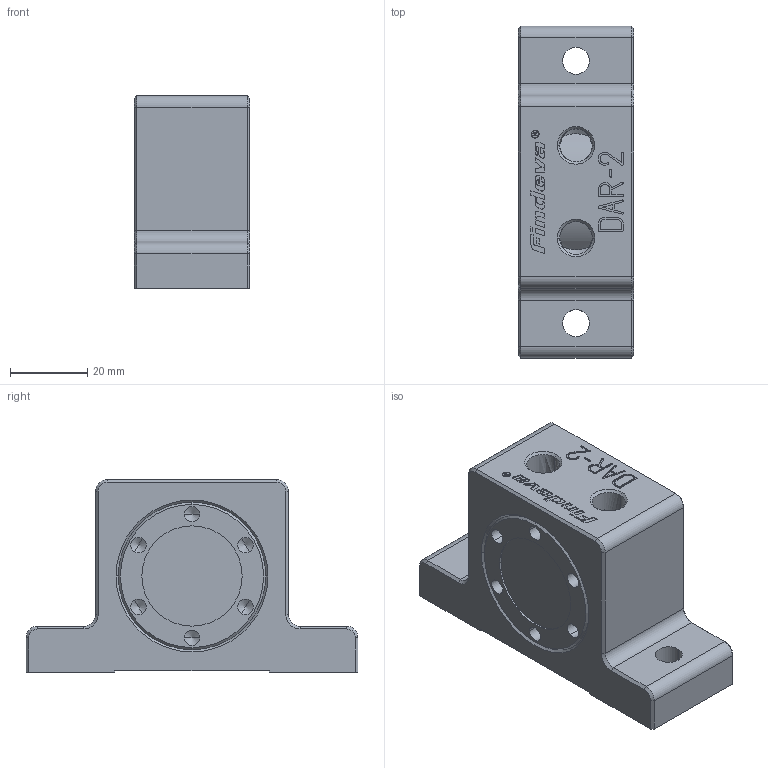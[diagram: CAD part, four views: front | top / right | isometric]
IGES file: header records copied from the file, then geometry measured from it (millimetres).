
Global section: file name: No Iges File Name specified; native system: Autodesk Inventor 2011; preprocessor: AutoDesk Inventor Iges Exporter R2011; author: Petr; date: 20120328.190827; units: millimetre
Bounding box: 30 x 86 x 50 mm (x, y, z)
Volume: 83898.7 mm3; surface area: 15439.2 mm2
Topology: 1 solids, 1 shells, 367 faces, 947 edges, 602 vertices
Faces by surface type: plane 196, bspline 76, revolution 61, cylinder 22, cone 12
